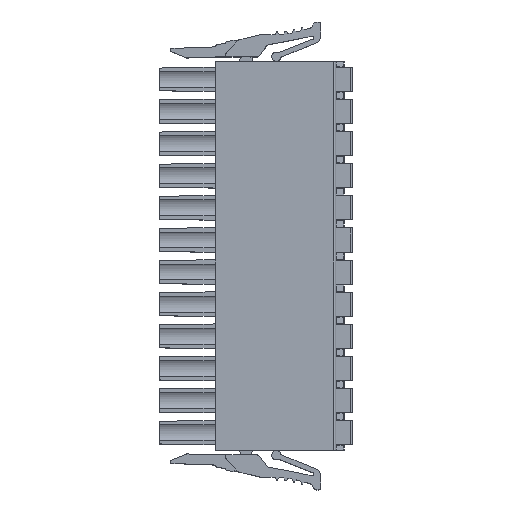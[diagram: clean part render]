
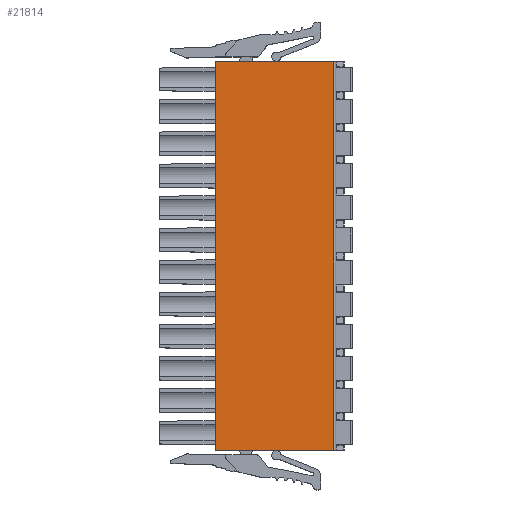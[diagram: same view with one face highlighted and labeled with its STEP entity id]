
A CAD part, top view. The second image highlights one B-rep face of the part: STEP entity #21814.
In plain terms, the highlighted planar face has unit normal (0, 0, 1).
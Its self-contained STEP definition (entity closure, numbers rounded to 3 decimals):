
#4873=DIRECTION('',(0.,1.,0.));
#4874=VECTOR('',#4873,46.11);
#4875=CARTESIAN_POINT('',(7.475,-22.265,3.4));
#4876=LINE('',#4875,#4874);
#4881=DIRECTION('',(0.,1.,0.));
#4882=VECTOR('',#4881,46.11);
#4883=CARTESIAN_POINT('',(-6.625,-22.265,
3.4));
#4884=LINE('',#4883,#4882);
#6854=DIRECTION('',(-1.,0.,0.));
#6855=VECTOR('',#6854,14.1);
#6856=CARTESIAN_POINT('',(7.475,23.845,3.4));
#6857=LINE('',#6856,#6855);
#8113=DIRECTION('',(1.,0.,0.));
#8114=VECTOR('',#8113,14.1);
#8115=CARTESIAN_POINT('',(-6.625,-22.265,
3.4));
#8116=LINE('',#8115,#8114);
#12241=CARTESIAN_POINT('',(-6.625,-22.265,
3.4));
#12242=VERTEX_POINT('',#12241);
#12269=CARTESIAN_POINT('',(7.475,-22.265,
3.4));
#12270=VERTEX_POINT('',#12269);
#14935=CARTESIAN_POINT('',(-6.625,23.845,
3.4));
#14936=VERTEX_POINT('',#14935);
#14937=CARTESIAN_POINT('',(7.475,23.845,3.4));
#14938=VERTEX_POINT('',#14937);
#21800=CARTESIAN_POINT('',(4.299,-14.645,3.4));
#21801=DIRECTION('',(0.,0.,1.));
#21802=DIRECTION('',(-1.,0.,0.));
#21803=AXIS2_PLACEMENT_3D('',#21800,#21801,#21802);
#21804=PLANE('',#21803);
#21806=ORIENTED_EDGE('',*,*,#21805,.T.);
#21808=ORIENTED_EDGE('',*,*,#21807,.F.);
#21809=ORIENTED_EDGE('',*,*,#21790,.F.);
#21811=ORIENTED_EDGE('',*,*,#21810,.F.);
#21812=EDGE_LOOP('',(#21806,#21808,#21809,#21811));
#21813=FACE_OUTER_BOUND('',#21812,.F.);
#21790=EDGE_CURVE('',#12270,#14938,#4876,.T.);
#21805=EDGE_CURVE('',#12242,#14936,#4884,.T.);
#21807=EDGE_CURVE('',#14938,#14936,#6857,.T.);
#21810=EDGE_CURVE('',#12242,#12270,#8116,.T.);
#21814=ADVANCED_FACE('',(#21813),#21804,.T.);
